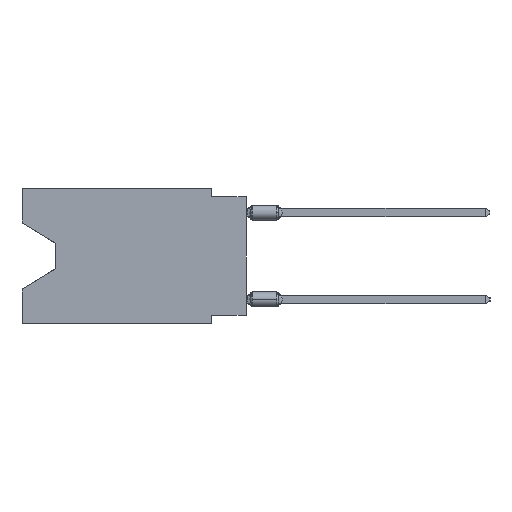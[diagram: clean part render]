
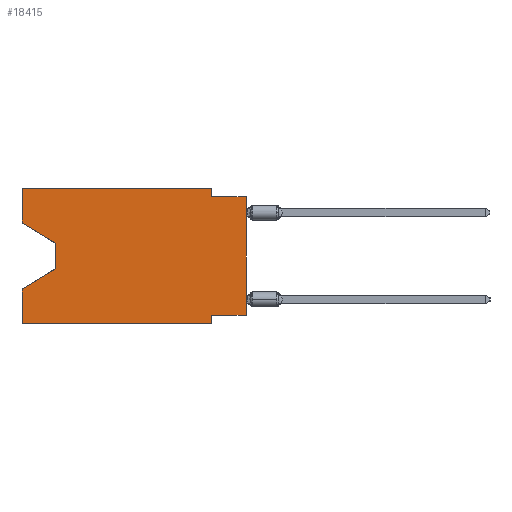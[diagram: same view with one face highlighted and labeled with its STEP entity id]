
A CAD part, left-side view. The second image highlights one B-rep face of the part: STEP entity #18415.
In plain terms, the highlighted planar face has unit normal (-1, 0, 0).
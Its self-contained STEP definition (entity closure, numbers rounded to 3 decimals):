
#690 = CARTESIAN_POINT ( 'NONE',  ( 0., 16.383, 0. ) ) ;
#842 = VECTOR ( 'NONE', #29995, 1000. ) ;
#1169 = CARTESIAN_POINT ( 'NONE',  ( 0., 16.383, 0. ) ) ;
#1525 = LINE ( 'NONE', #16952, #13083 ) ;
#2156 = CARTESIAN_POINT ( 'NONE',  ( 0., 16.383, -2.546 ) ) ;
#2284 = CARTESIAN_POINT ( 'NONE',  ( 0., 0., -0.635 ) ) ;
#2311 = EDGE_CURVE ( 'NONE', #34848, #28400, #17699, .T. ) ;
#2906 = VERTEX_POINT ( 'NONE', #12225 ) ;
#3768 = ORIENTED_EDGE ( 'NONE', *, *, #6759, .T. ) ;
#3796 = VERTEX_POINT ( 'NONE', #24723 ) ;
#3944 = EDGE_CURVE ( 'NONE', #8468, #28400, #25117, .T. ) ;
#4817 = CARTESIAN_POINT ( 'NONE',  ( 0., 13.97, -4.013 ) ) ;
#5049 = EDGE_CURVE ( 'NONE', #2906, #37286, #5530, .T. ) ;
#5452 = CARTESIAN_POINT ( 'NONE',  ( 0., 2.54, -9.271 ) ) ;
#5530 = LINE ( 'NONE', #12886, #842 ) ;
#5912 = ORIENTED_EDGE ( 'NONE', *, *, #16074, .F. ) ;
#6759 = EDGE_CURVE ( 'NONE', #2906, #26940, #29620, .T. ) ;
#6804 = CARTESIAN_POINT ( 'NONE',  ( 0., 2.54, -0.635 ) ) ;
#6854 = CARTESIAN_POINT ( 'NONE',  ( 0., 2.54, -9.906 ) ) ;
#6962 = DIRECTION ( 'NONE',  ( 1., 0., 0. ) ) ;
#7233 = CARTESIAN_POINT ( 'NONE',  ( 0., 2.54, -9.906 ) ) ;
#8468 = VERTEX_POINT ( 'NONE', #27341 ) ;
#9059 = VERTEX_POINT ( 'NONE', #7233 ) ;
#9859 = AXIS2_PLACEMENT_3D ( 'NONE', #22204, #6962, #28024 ) ;
#9880 = DIRECTION ( 'NONE',  ( 0., 0., 1. ) ) ;
#12036 = ORIENTED_EDGE ( 'NONE', *, *, #2311, .F. ) ;
#12225 = CARTESIAN_POINT ( 'NONE',  ( 0., 16.383, -2.546 ) ) ;
#12690 = EDGE_CURVE ( 'NONE', #26940, #39333, #19096, .T. ) ;
#12886 = CARTESIAN_POINT ( 'NONE',  ( 0., 16.383, 0. ) ) ;
#13083 = VECTOR ( 'NONE', #14526, 1000. ) ;
#13126 = LINE ( 'NONE', #15728, #14563 ) ;
#13339 = VERTEX_POINT ( 'NONE', #15149 ) ;
#13547 = ORIENTED_EDGE ( 'NONE', *, *, #24210, .F. ) ;
#13549 = VECTOR ( 'NONE', #25558, 1000. ) ;
#13890 = DIRECTION ( 'NONE',  ( 0., -1., 0. ) ) ;
#13893 = ORIENTED_EDGE ( 'NONE', *, *, #22443, .T. ) ;
#14526 = DIRECTION ( 'NONE',  ( 0., -1., 0. ) ) ;
#14563 = VECTOR ( 'NONE', #22349, 1000. ) ;
#15149 = CARTESIAN_POINT ( 'NONE',  ( 0., 16.383, -9.906 ) ) ;
#15182 = PLANE ( 'NONE',  #9859 ) ;
#15667 = LINE ( 'NONE', #6854, #17120 ) ;
#15728 = CARTESIAN_POINT ( 'NONE',  ( 0., 16.383, -9.906 ) ) ;
#15892 = LINE ( 'NONE', #690, #37801 ) ;
#16074 = EDGE_CURVE ( 'NONE', #3796, #34848, #24973, .T. ) ;
#16296 = CARTESIAN_POINT ( 'NONE',  ( 0., 13.97, -5.893 ) ) ;
#16952 = CARTESIAN_POINT ( 'NONE',  ( 0., 16.383, 0. ) ) ;
#17120 = VECTOR ( 'NONE', #24907, 1000. ) ;
#17699 = LINE ( 'NONE', #2284, #18510 ) ;
#18415 = ADVANCED_FACE ( 'NONE', ( #36654 ), #15182, .F. ) ;
#18510 = VECTOR ( 'NONE', #13890, 1000. ) ;
#18982 = ORIENTED_EDGE ( 'NONE', *, *, #30717, .F. ) ;
#19096 = LINE ( 'NONE', #33738, #38342 ) ;
#19729 = VERTEX_POINT ( 'NONE', #34436 ) ;
#19873 = LINE ( 'NONE', #22887, #33224 ) ;
#20821 = ORIENTED_EDGE ( 'NONE', *, *, #3944, .T. ) ;
#22154 = CARTESIAN_POINT ( 'NONE',  ( 0., 2.54, 0. ) ) ;
#22204 = CARTESIAN_POINT ( 'NONE',  ( 0., 16.383, 0. ) ) ;
#22349 = DIRECTION ( 'NONE',  ( 0., -1., 0. ) ) ;
#22443 = EDGE_CURVE ( 'NONE', #13339, #9059, #13126, .T. ) ;
#22887 = CARTESIAN_POINT ( 'NONE',  ( 0., 13.97, -5.893 ) ) ;
#22930 = EDGE_CURVE ( 'NONE', #39333, #19729, #19873, .T. ) ;
#24210 = EDGE_CURVE ( 'NONE', #8468, #26558, #33097, .T. ) ;
#24723 = CARTESIAN_POINT ( 'NONE',  ( 0., 2.54, 0. ) ) ;
#24907 = DIRECTION ( 'NONE',  ( 0., 0., -1. ) ) ;
#24973 = LINE ( 'NONE', #22154, #13549 ) ;
#25117 = LINE ( 'NONE', #37533, #31489 ) ;
#25277 = VECTOR ( 'NONE', #38830, 1000. ) ;
#25558 = DIRECTION ( 'NONE',  ( 0., 0., -1. ) ) ;
#26307 = DIRECTION ( 'NONE',  ( 0., 0.855, -0.519 ) ) ;
#26558 = VERTEX_POINT ( 'NONE', #5452 ) ;
#26940 = VERTEX_POINT ( 'NONE', #4817 ) ;
#27341 = CARTESIAN_POINT ( 'NONE',  ( 0., 0., -9.271 ) ) ;
#27348 = ORIENTED_EDGE ( 'NONE', *, *, #34289, .F. ) ;
#27536 = VECTOR ( 'NONE', #29713, 1000. ) ;
#28024 = DIRECTION ( 'NONE',  ( 0., 0., -1. ) ) ;
#28400 = VERTEX_POINT ( 'NONE', #33064 ) ;
#29620 = LINE ( 'NONE', #2156, #25277 ) ;
#29713 = DIRECTION ( 'NONE',  ( 0., 1., 0. ) ) ;
#29995 = DIRECTION ( 'NONE',  ( 0., 0., 1. ) ) ;
#30717 = EDGE_CURVE ( 'NONE', #37286, #3796, #1525, .T. ) ;
#31010 = ORIENTED_EDGE ( 'NONE', *, *, #5049, .F. ) ;
#31489 = VECTOR ( 'NONE', #9880, 1000. ) ;
#32714 = CARTESIAN_POINT ( 'NONE',  ( 0., 0., -9.271 ) ) ;
#33064 = CARTESIAN_POINT ( 'NONE',  ( 0., 0., -0.635 ) ) ;
#33097 = LINE ( 'NONE', #32714, #27536 ) ;
#33224 = VECTOR ( 'NONE', #26307, 1000. ) ;
#33738 = CARTESIAN_POINT ( 'NONE',  ( 0., 13.97, -4.013 ) ) ;
#33947 = DIRECTION ( 'NONE',  ( 0., 0., 1. ) ) ;
#34289 = EDGE_CURVE ( 'NONE', #26558, #9059, #15667, .T. ) ;
#34337 = DIRECTION ( 'NONE',  ( 0., 0., -1. ) ) ;
#34436 = CARTESIAN_POINT ( 'NONE',  ( 0., 16.383, -7.36 ) ) ;
#34607 = ORIENTED_EDGE ( 'NONE', *, *, #22930, .T. ) ;
#34848 = VERTEX_POINT ( 'NONE', #6804 ) ;
#35793 = EDGE_LOOP ( 'NONE', ( #3768, #37896, #34607, #36146, #13893, #27348, #13547, #20821, #12036, #5912, #18982, #31010 ) ) ;
#36146 = ORIENTED_EDGE ( 'NONE', *, *, #39335, .F. ) ;
#36654 = FACE_OUTER_BOUND ( 'NONE', #35793, .T. ) ;
#37286 = VERTEX_POINT ( 'NONE', #1169 ) ;
#37533 = CARTESIAN_POINT ( 'NONE',  ( 0., 0., 0. ) ) ;
#37801 = VECTOR ( 'NONE', #33947, 1000. ) ;
#37896 = ORIENTED_EDGE ( 'NONE', *, *, #12690, .T. ) ;
#38342 = VECTOR ( 'NONE', #34337, 1000. ) ;
#38830 = DIRECTION ( 'NONE',  ( 0., -0.855, -0.519 ) ) ;
#39333 = VERTEX_POINT ( 'NONE', #16296 ) ;
#39335 = EDGE_CURVE ( 'NONE', #13339, #19729, #15892, .T. ) ;
